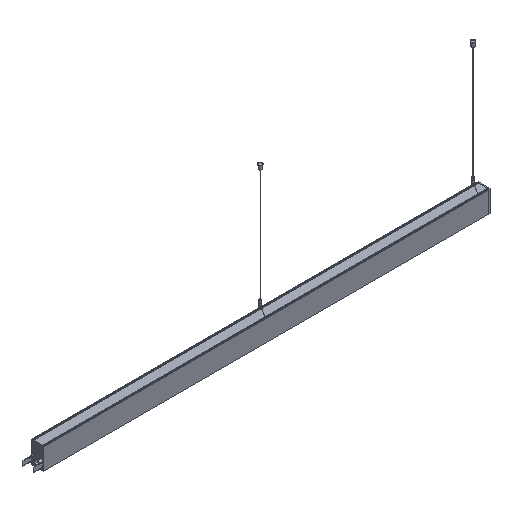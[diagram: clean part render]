
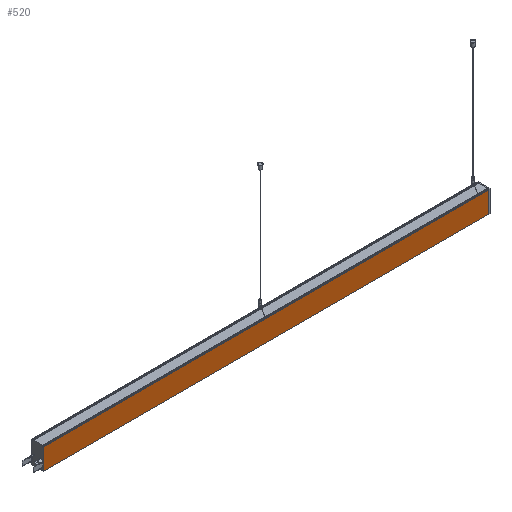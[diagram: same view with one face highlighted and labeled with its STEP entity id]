
A CAD part, isometric view. The second image highlights one B-rep face of the part: STEP entity #520.
In plain terms, the highlighted planar face has unit normal (0, -1, 0).
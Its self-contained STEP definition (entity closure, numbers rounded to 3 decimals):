
#520=ADVANCED_FACE('',(#882),#729,.F.);
#729=PLANE('',#4353);
#882=FACE_OUTER_BOUND('',#1084,.T.);
#1084=EDGE_LOOP('',(#1714,#1715,#1716,#1717,#1718));
#1714=ORIENTED_EDGE('',*,*,#3119,.T.);
#1715=ORIENTED_EDGE('',*,*,#3120,.T.);
#1716=ORIENTED_EDGE('',*,*,#3121,.T.);
#1717=ORIENTED_EDGE('',*,*,#3117,.F.);
#1718=ORIENTED_EDGE('',*,*,#3071,.F.);
#2607=VERTEX_POINT('',#6267);
#2608=VERTEX_POINT('',#6269);
#2638=VERTEX_POINT('',#6359);
#2639=VERTEX_POINT('',#6363);
#2640=VERTEX_POINT('',#6365);
#3071=EDGE_CURVE('',#2607,#2608,#3643,.T.);
#3117=EDGE_CURVE('',#2608,#2638,#3677,.T.);
#3119=EDGE_CURVE('',#2607,#2639,#3679,.T.);
#3120=EDGE_CURVE('',#2639,#2640,#3680,.T.);
#3121=EDGE_CURVE('',#2640,#2638,#3681,.T.);
#3643=LINE('',#6268,#4019);
#3677=LINE('',#6358,#4053);
#3679=LINE('',#6362,#4055);
#3680=LINE('',#6364,#4056);
#3681=LINE('',#6366,#4057);
#4019=VECTOR('',#5022,1.);
#4053=VECTOR('',#5108,1.);
#4055=VECTOR('',#5112,1.);
#4056=VECTOR('',#5113,1.);
#4057=VECTOR('',#5114,1.);
#4353=AXIS2_PLACEMENT_3D('',#6367,#5115,#5116);
#5022=DIRECTION('',(0.,0.,1.));
#5108=DIRECTION('',(1.,0.,0.));
#5112=DIRECTION('',(1.,0.,0.));
#5113=DIRECTION('',(0.,0.,1.));
#5114=DIRECTION('',(0.,0.,1.));
#5115=DIRECTION('',(0.,1.,0.));
#5116=DIRECTION('',(0.,0.,-1.));
#6267=CARTESIAN_POINT('',(-1122.,-30.,-109.966));
#6268=CARTESIAN_POINT('',(-1122.,-30.,-109.666));
#6269=CARTESIAN_POINT('',(-1122.,-30.,0.034));
#6358=CARTESIAN_POINT('',(-1122.,-30.,0.034));
#6359=CARTESIAN_POINT('',(1122.,-30.,0.034));
#6362=CARTESIAN_POINT('',(-1122.,-30.,-109.966));
#6363=CARTESIAN_POINT('',(1122.,-30.,-109.966));
#6364=CARTESIAN_POINT('',(1122.,-30.,-109.666));
#6365=CARTESIAN_POINT('',(1122.,-30.,0.));
#6366=CARTESIAN_POINT('',(1122.,-30.,-109.666));
#6367=CARTESIAN_POINT('',(-1122.,-30.,-109.666));
